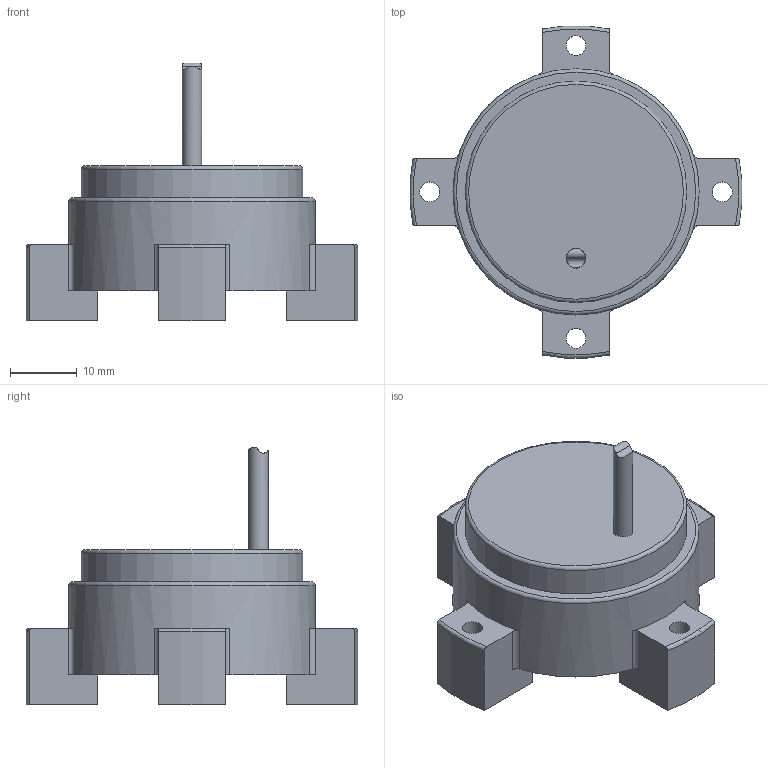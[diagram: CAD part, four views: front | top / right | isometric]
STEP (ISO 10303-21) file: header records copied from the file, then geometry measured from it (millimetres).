
FILE_DESCRIPTION(/* description */ (''),/* implementation_level */ '2;1');
FILE_NAME(/* name */ 'KA9037_Shrinkwrap_1.stp',/* time_stamp */ '2021-08-18T14:45:11+02:00',/* author */ ('Krieger Anja'),/* organization */ (''),/* preprocessor_version */ 'ST-DEVELOPER v18.1',/* originating_system */ 'Autodesk Inventor 2021',/* authorisation */ '');
FILE_SCHEMA (('AUTOMOTIVE_DESIGN { 1 0 10303 214 3 1 1 }'));
Length unit declared in the file: millimetre
Products named in the file (1): KA9037_Shrinkwrap_1
Bounding box: 49.89 x 49.89 x 38.76 mm (x, y, z)
Volume: 22618.9 mm3; surface area: 6516.2 mm2
Topology: 2 solids, 2 shells, 53 faces, 140 edges, 93 vertices
Faces by surface type: cylinder 26, plane 21, torus 6
Full cylindrical faces by diameter (mm): 2.9 x1, 3 x5, 33.3 x1, 37 x1
Entity records: 1912 total; most frequent: CARTESIAN_POINT 427, DIRECTION 299, ORIENTED_EDGE 280, EDGE_CURVE 140, AXIS2_PLACEMENT_3D 117, VERTEX_POINT 93, LINE 65, VECTOR 65
